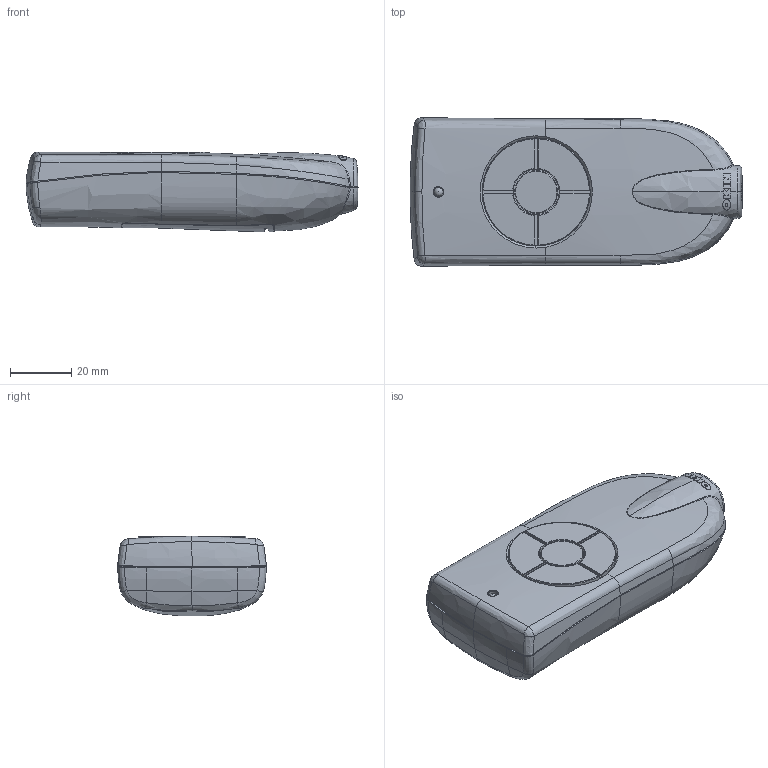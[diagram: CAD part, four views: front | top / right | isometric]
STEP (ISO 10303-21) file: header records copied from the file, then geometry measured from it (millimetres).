
FILE_DESCRIPTION (( 'STEP AP203' ), '1' );
FILE_NAME ('HS Smartline.STEP', '2011-04-06T12:05:15', ( 'Christian Müller' ), ( 'Dewert GmbH' ), 'SwSTEP 2.0', 'SolidWorks 2008', '' );
FILE_SCHEMA (( 'CONFIG_CONTROL_DESIGN' ));
Length unit declared in the file: millimetre
Products named in the file (1): HS Smartline
Bounding box: 108.51 x 48.57 x 26.11 mm (x, y, z)
Volume: 104930.6 mm3; surface area: 15676.2 mm2
Topology: 1 solids, 1 shells, 270 faces, 731 edges, 471 vertices
Faces by surface type: bspline 182, plane 42, cylinder 35, torus 10, sphere 1
Entity records: 27259 total; most frequent: CARTESIAN_POINT 22013, ORIENTED_EDGE 1456, EDGE_CURVE 728, B_SPLINE_CURVE_WITH_KNOTS 481, VERTEX_POINT 470, DIRECTION 458, EDGE_LOOP 280, FACE_OUTER_BOUND 270
